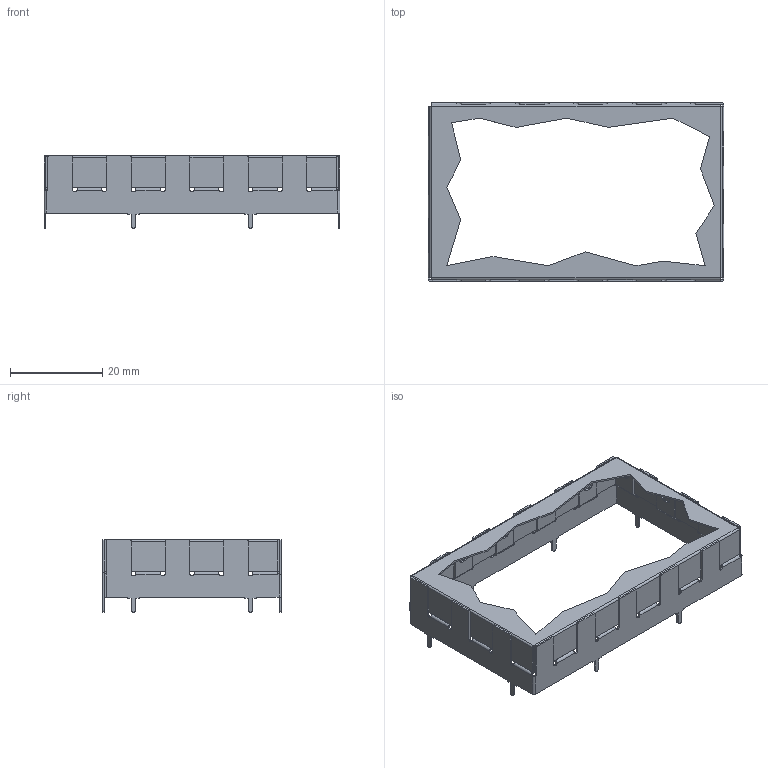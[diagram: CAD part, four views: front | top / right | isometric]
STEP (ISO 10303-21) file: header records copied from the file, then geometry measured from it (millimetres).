
FILE_DESCRIPTION((''),'2;1');
FILE_NAME('MSBOX_LEADERTECH_55-CBS.stp','2015-07-01T11:24:17',(''),(''),'Mechanical Desktop 2011','Mechanical Desktop 2011',', , ');
FILE_SCHEMA(('AUTOMOTIVE_DESIGN { 1 2 10303 214 1 1 1 1 }'));
Length unit declared in the file: millimetre
Products named in the file (1): Product
Bounding box: 64.19 x 38.79 x 15.75 mm (x, y, z)
Volume: 1643.7 mm3; surface area: 9199.4 mm2
Topology: 2 solids, 2 shells, 508 faces, 1462 edges, 954 vertices
Faces by surface type: cylinder 206, bspline 152, plane 150
Entity records: 16994 total; most frequent: CARTESIAN_POINT 3773, ORIENTED_EDGE 2924, DIRECTION 2504, EDGE_CURVE 1462, VECTOR 1022, LINE 1022, VERTEX_POINT 954, AXIS2_PLACEMENT_3D 741
